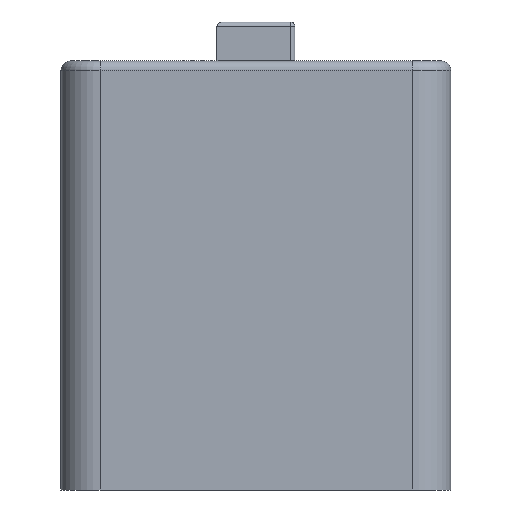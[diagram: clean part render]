
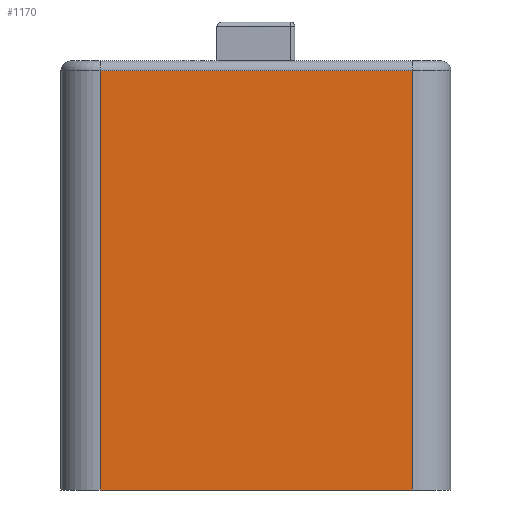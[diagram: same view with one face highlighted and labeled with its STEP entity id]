
A CAD part, front view. The second image highlights one B-rep face of the part: STEP entity #1170.
In plain terms, the highlighted planar face has unit normal (0, -1, 0).
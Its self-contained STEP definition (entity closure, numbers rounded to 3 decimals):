
#44=PLANE('',#1346);
#69=LINE('',#1848,#148);
#118=LINE('',#2183,#197);
#124=LINE('',#2194,#203);
#125=LINE('',#2196,#204);
#148=VECTOR('',#1443,1.);
#197=VECTOR('',#1712,1.);
#203=VECTOR('',#1728,1.);
#204=VECTOR('',#1731,1.);
#309=FACE_OUTER_BOUND('',#385,.T.);
#385=EDGE_LOOP('',(#1063,#1064,#1065,#1066));
#510=VERTEX_POINT('',#1845);
#511=VERTEX_POINT('',#1847);
#572=VERTEX_POINT('',#2162);
#577=VERTEX_POINT('',#2179);
#621=EDGE_CURVE('',#510,#511,#69,.T.);
#739=EDGE_CURVE('',#577,#510,#118,.T.);
#745=EDGE_CURVE('',#572,#577,#124,.T.);
#746=EDGE_CURVE('',#572,#511,#125,.T.);
#1063=ORIENTED_EDGE('',*,*,#745,.F.);
#1064=ORIENTED_EDGE('',*,*,#746,.T.);
#1065=ORIENTED_EDGE('',*,*,#621,.F.);
#1066=ORIENTED_EDGE('',*,*,#739,.F.);
#1170=ADVANCED_FACE('',(#309),#44,.F.);
#1346=AXIS2_PLACEMENT_3D('',#2195,#1729,#1730);
#1443=DIRECTION('',(-1.,0.,0.));
#1712=DIRECTION('',(0.,0.,-1.));
#1728=DIRECTION('',(1.,0.,0.));
#1729=DIRECTION('center_axis',(0.,1.,0.));
#1730=DIRECTION('ref_axis',(0.,0.,-1.));
#1731=DIRECTION('',(0.,0.,-1.));
#1845=CARTESIAN_POINT('',(16.,-15.5,-44.));
#1847=CARTESIAN_POINT('',(-16.,-15.5,-44.));
#1848=CARTESIAN_POINT('',(0.,-15.5,-44.));
#2162=CARTESIAN_POINT('',(-16.,-15.5,-1.));
#2179=CARTESIAN_POINT('',(16.,-15.5,-1.));
#2183=CARTESIAN_POINT('',(16.,-15.5,-22.));
#2194=CARTESIAN_POINT('',(0.,-15.5,-1.));
#2195=CARTESIAN_POINT('Origin',(0.,-15.5,-22.));
#2196=CARTESIAN_POINT('',(-16.,-15.5,-22.));
